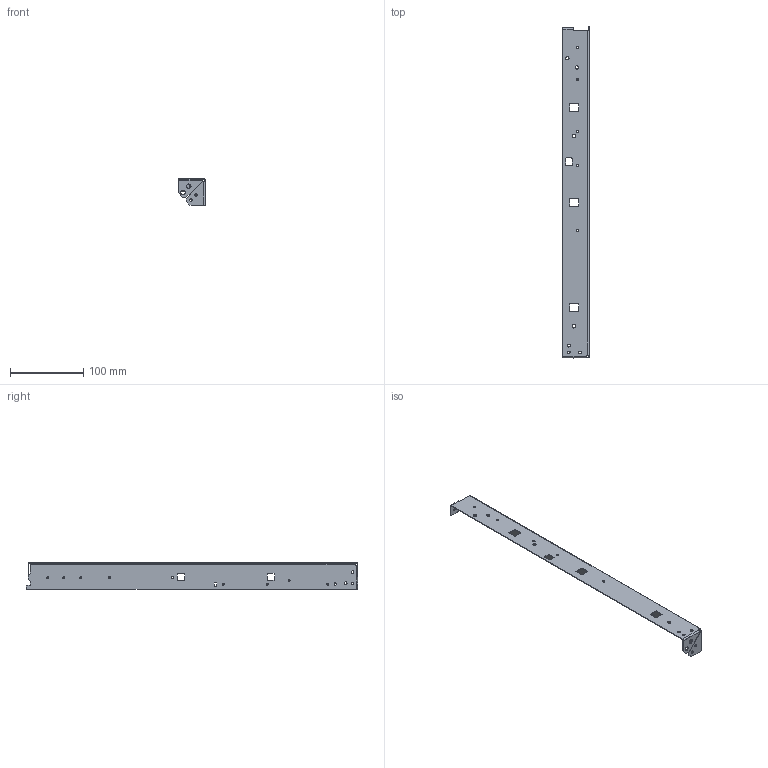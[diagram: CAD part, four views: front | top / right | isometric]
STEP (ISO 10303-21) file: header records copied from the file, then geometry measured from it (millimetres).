
FILE_DESCRIPTION(/* description */ ('','CAx-IF Rec.Pracs.---Representation and Presentation of Product Manufacturing Information (PMI)---4.0---2014-10-13'),/* implementation_level */ '2;1');
FILE_NAME(/* name */ 'Front Left Upright v2.step',/* time_stamp */ '2024-12-15T16:21:29-05:00',/* author */ (''),/* organization */ (''),/* preprocessor_version */ 'ST-DEVELOPER v20',/* originating_system */ 'Autodesk Translation Framework v13.20.0.188',/* authorisation */ '');
FILE_SCHEMA (('AP242_MANAGED_MODEL_BASED_3D_ENGINEERING_MIM_LF { 1 0 10303 442 1 1 4 }'));
Length unit declared in the file: millimetre
Products named in the file (1): Front Left Upright
Bounding box: 36.65 x 454.75 x 36 mm (x, y, z)
Volume: 32176.1 mm3; surface area: 66190.3 mm2
Topology: 1 solids, 1 shells, 235 faces, 667 edges, 434 vertices
Faces by surface type: cylinder 135, plane 74, bspline 26
Full cylindrical faces by diameter (mm): 2.529 x13, 3 x1, 3.2 x3, 3.5 x2, 4 x4, 4.5 x3, 5 x1, 6 x2
Entity records: 15052 total; most frequent: CARTESIAN_POINT 9111, ORIENTED_EDGE 1334, DIRECTION 1045, EDGE_CURVE 667, VERTEX_POINT 434, AXIS2_PLACEMENT_3D 376, EDGE_LOOP 309, LINE 293
